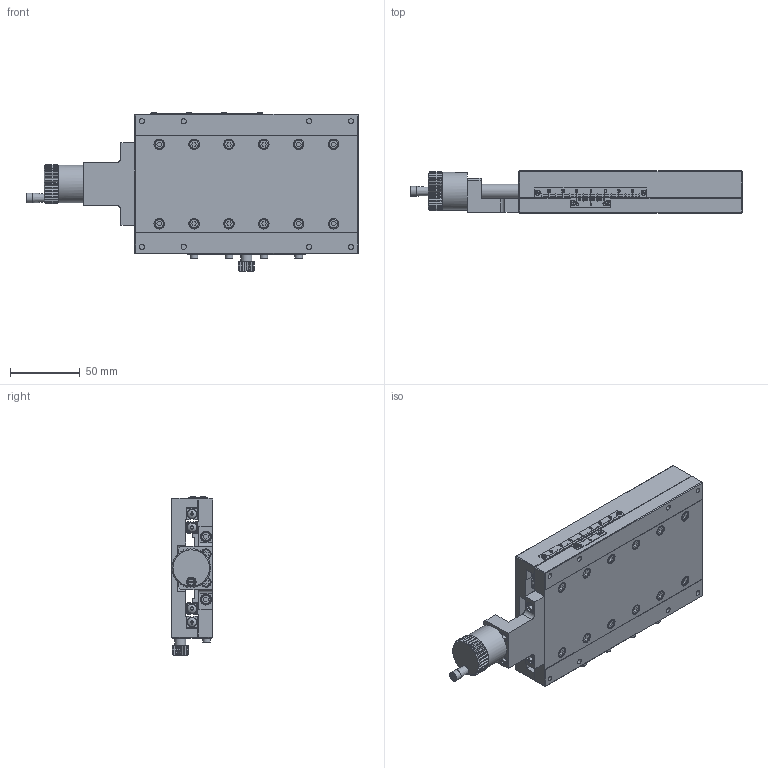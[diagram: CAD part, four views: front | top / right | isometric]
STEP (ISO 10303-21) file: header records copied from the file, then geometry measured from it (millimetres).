
FILE_DESCRIPTION (( 'STEP AP203' ), '1' );
FILE_NAME ('528857.STEP', '2024-10-17T01:25:33', ( 'Windows User' ), ( 'P R C' ), 'SwSTEP 2.0', 'SolidWorks 2020', '' );
FILE_SCHEMA (( 'CONFIG_CONTROL_DESIGN' ));
Products named in the file (1): 528857
Bounding box: 238 x 30 x 113.6 mm (x, y, z)
Volume: 432705.3 mm3; surface area: 121668.1 mm2
Topology: 2 solids, 2 shells, 2416 faces, 5912 edges, 3788 vertices
Faces by surface type: plane 1909, cylinder 235, cone 165, bspline 99, torus 8
Full cylindrical faces by diameter (mm): 3.242 x22, 3.4 x12, 3.688 x8, 3.8 x4, 4 x13, 5 x1, 5.2 x1, 5.5 x8, 6 x28, 6.9 x8, 7 x29, 7.5 x26, 8 x12, 9 x1, 10 x2, 27 x1
Entity records: 72513 total; most frequent: CARTESIAN_POINT 17928, ORIENTED_EDGE 11118, DIRECTION 10365, EDGE_CURVE 5559, VECTOR 4361, LINE 4361, VERTEX_POINT 3738, EDGE_LOOP 3045
